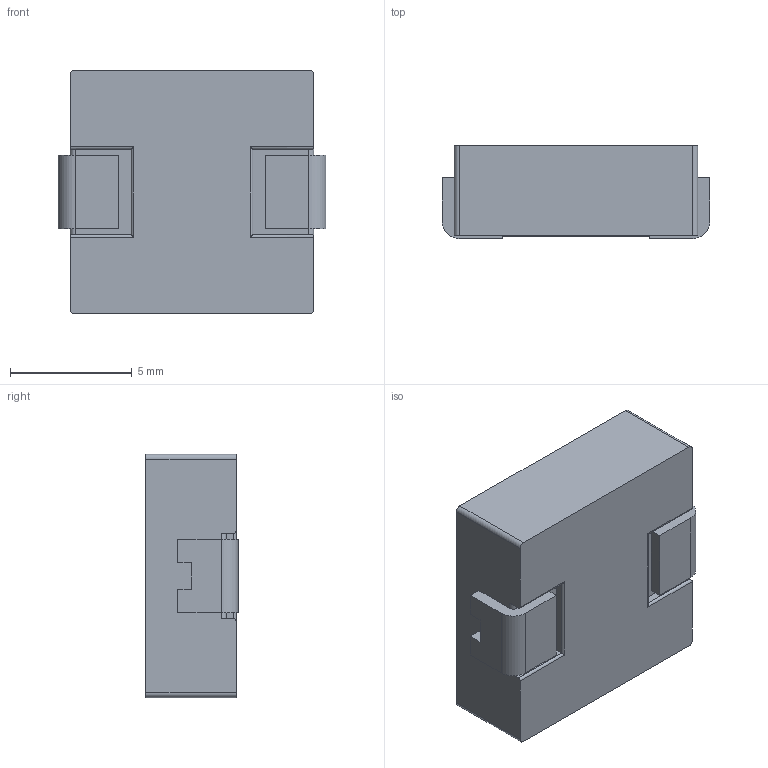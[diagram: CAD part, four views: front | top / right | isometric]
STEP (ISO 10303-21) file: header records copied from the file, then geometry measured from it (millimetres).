
FILE_DESCRIPTION (( 'STEP AP203' ), '1' );
FILE_NAME ('PA4342ANL.STEP', '2019-03-29T03:01:54', ( '' ), ( '' ), 'SwSTEP 2.0', 'SolidWorks 2015', '' );
FILE_SCHEMA (( 'CONFIG_CONTROL_DESIGN' ));
Length unit declared in the file: millimetre
Products named in the file (1): PA4342ANL
Bounding box: 11 x 3.82 x 10 mm (x, y, z)
Volume: 375.2 mm3; surface area: 377.3 mm2
Topology: 7 solids, 7 shells, 305 faces, 843 edges, 560 vertices
Faces by surface type: plane 171, bspline 116, cylinder 18
Entity records: 10338 total; most frequent: CARTESIAN_POINT 3277, ORIENTED_EDGE 1686, DIRECTION 1005, EDGE_CURVE 843, VECTOR 581, LINE 581, VERTEX_POINT 560, EDGE_LOOP 317
